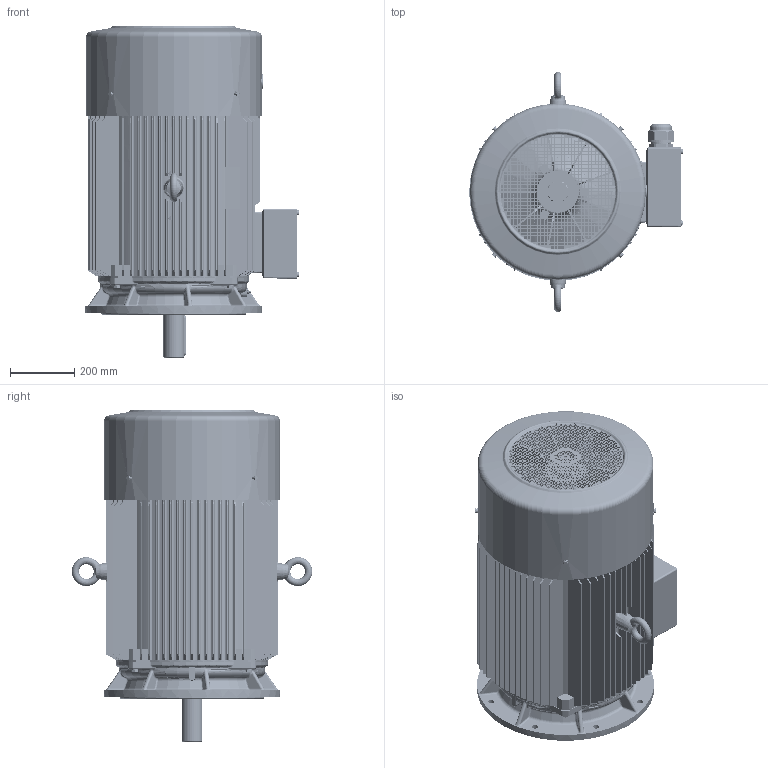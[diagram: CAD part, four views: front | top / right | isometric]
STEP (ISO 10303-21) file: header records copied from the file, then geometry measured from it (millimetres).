
FILE_DESCRIPTION(/* description */ (''),/* implementation_level */ '2;1');
FILE_NAME(/* name */ 'JM1-280M-2-B5.stp',/* time_stamp */ '2018-12-30T19:18:45+08:00',/* author */ (''),/* organization */ (''),/* preprocessor_version */ 'ST-DEVELOPER v16.7',/* originating_system */ 'SIEMENS PLM Software NX 12.0',/* authorisation */ '');
FILE_SCHEMA (('AP203_CONFIGURATION_CONTROLLED_3D_DESIGN_OF_MECHANICAL_PARTS_AND_ASSEMBLIES_MIM_LF { 1 0 10303 403 2 1 2}'));
Length unit declared in the file: millimetre
Products named in the file (1): JM1-280M-2-B5
Bounding box: 662.73 x 747 x 1031.78 mm (x, y, z)
Volume: 39039857.8 mm3; surface area: 8340591.3 mm2
Topology: 63 solids, 63 shells, 10702 faces, 30543 edges, 20051 vertices
Faces by surface type: plane 4666, cylinder 4616, bspline 637, cone 417, torus 328, extrusion 25, sphere 13
Full cylindrical faces by diameter (mm): 2 x3, 7.188 x4, 8 x8, 8.4 x4, 9.026 x8, 10 x11, 10.863 x8, 11.2 x8, 12 x8, 12.6 x8, 16 x4, 20 x1, 43.312 x2, 51.188 x4, 61.031 x12, 63 x4, 64.969 x12, 67.922 x2, 83.672 x2, 437 x1, 447 x1, 453 x1
Entity records: 395288 total; most frequent: CARTESIAN_POINT 113240, ORIENTED_EDGE 60308, DIRECTION 57305, EDGE_CURVE 30154, AXIS2_PLACEMENT_3D 20151, VERTEX_POINT 19932, VECTOR 17003, LINE 16978
